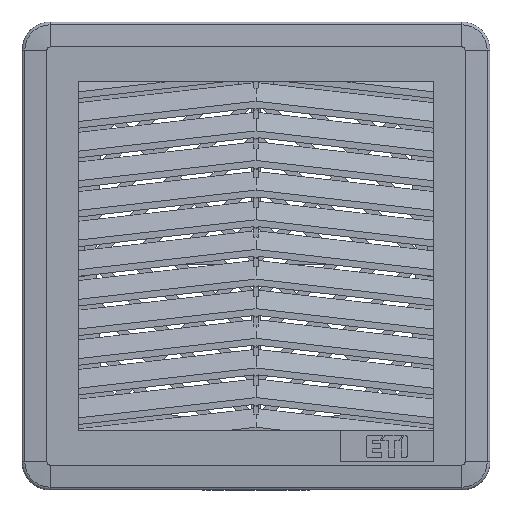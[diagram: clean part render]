
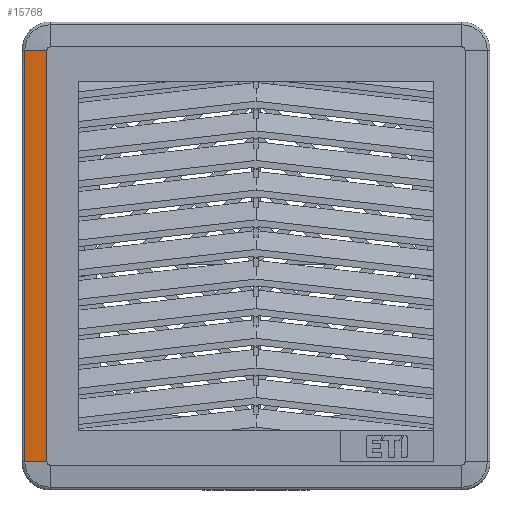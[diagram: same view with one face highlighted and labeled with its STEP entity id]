
A CAD part, front view. The second image highlights one B-rep face of the part: STEP entity #15768.
In plain terms, the highlighted planar face has unit normal (-0.087, -0.996, 0).
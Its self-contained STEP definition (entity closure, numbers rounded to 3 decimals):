
#1364=DIRECTION('',(0.996,-0.087,0.));
#1365=VECTOR('',#1364,7.114);
#1366=CARTESIAN_POINT('',(-74.087,-28.58,
-64.9));
#1367=LINE('',#1366,#1365);
#1410=CARTESIAN_POINT('',(-67.,-29.2,
-64.9));
#1435=DIRECTION('',(0.,0.,-1.));
#1436=VECTOR('',#1435,132.);
#1437=CARTESIAN_POINT('',(-67.,-29.2,
67.1));
#1438=LINE('',#1437,#1436);
#1675=DIRECTION('',(0.996,-0.087,0.));
#1676=VECTOR('',#1675,7.114);
#1677=CARTESIAN_POINT('',(-74.087,-28.58,
67.1));
#1678=LINE('',#1677,#1676);
#1706=DIRECTION('',(0.,0.,1.));
#1707=VECTOR('',#1706,132.);
#1708=CARTESIAN_POINT('',(-74.087,-28.58,
-64.9));
#1709=LINE('',#1708,#1707);
#13764=CARTESIAN_POINT('',(-74.087,-28.58,
-64.9));
#13765=VERTEX_POINT('',#13764);
#13769=CARTESIAN_POINT('',(-74.087,-28.58,
67.1));
#13771=VERTEX_POINT('',#13769);
#13774=VERTEX_POINT('',#1410);
#13776=CARTESIAN_POINT('',(-67.,-29.2,
67.1));
#13777=VERTEX_POINT('',#13776);
#15754=CARTESIAN_POINT('',(-66.29,-29.262,
80.301));
#15755=DIRECTION('',(-0.087,-0.996,0.));
#15756=DIRECTION('',(0.996,-0.087,0.));
#15757=AXIS2_PLACEMENT_3D('',#15754,#15755,#15756);
#15758=PLANE('',#15757);
#15760=ORIENTED_EDGE('',*,*,#15759,.T.);
#15761=ORIENTED_EDGE('',*,*,#15737,.F.);
#15763=ORIENTED_EDGE('',*,*,#15762,.T.);
#15765=ORIENTED_EDGE('',*,*,#15764,.T.);
#15766=EDGE_LOOP('',(#15760,#15761,#15763,#15765));
#15767=FACE_OUTER_BOUND('',#15766,.F.);
#15737=EDGE_CURVE('',#13765,#13774,#1367,.T.);
#15759=EDGE_CURVE('',#13777,#13774,#1438,.T.);
#15762=EDGE_CURVE('',#13765,#13771,#1709,.T.);
#15764=EDGE_CURVE('',#13771,#13777,#1678,.T.);
#15768=ADVANCED_FACE('',(#15767),#15758,.T.);
